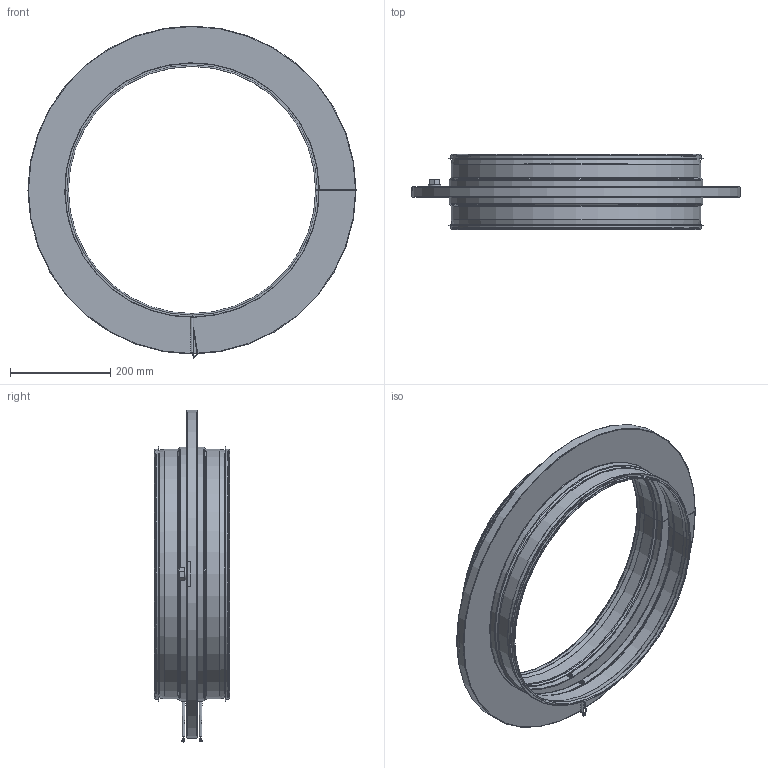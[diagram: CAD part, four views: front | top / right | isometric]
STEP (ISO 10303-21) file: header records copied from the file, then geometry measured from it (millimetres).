
FILE_DESCRIPTION(/* description */ ('Rörämne HRSI'),/* implementation_level */ '2;1');
FILE_NAME(/* name */ 'HRSI-500.stp',/* time_stamp */ '2016-04-26T16:35:19+02:00',/* author */ ('John'),/* organization */ (''),/* preprocessor_version */ 'ST-DEVELOPER v15.6',/* originating_system */ 'Autodesk Inventor 2015',/* authorisation */ '');
FILE_SCHEMA (('AUTOMOTIVE_DESIGN { 1 0 10303 214 3 1 1 }'));
Length unit declared in the file: millimetre
Products named in the file (5): HRSI-AB-04; HRSI-AD-08; Mätnippel; HRSI-AE-02; HRSI-500
Bounding box: 656 x 150 x 663.84 mm (x, y, z)
Volume: 342225.8 mm3; surface area: 1181444.1 mm2
Topology: 11 solids, 11 shells, 218 faces, 445 edges, 251 vertices
Faces by surface type: plane 118, cylinder 42, torus 40, cone 18
Full cylindrical faces by diameter (mm): 3 x2, 6 x4, 12 x1, 25 x1, 497 x2, 499 x2, 509 x2
Entity records: 5018 total; most frequent: DIRECTION 892, CARTESIAN_POINT 881, ORIENTED_EDGE 706, AXIS2_PLACEMENT_3D 352, EDGE_CURVE 351, EDGE_LOOP 218, VERTEX_POINT 205, LINE 188
